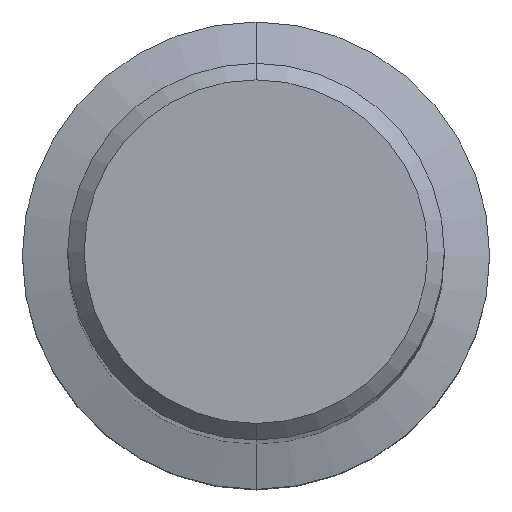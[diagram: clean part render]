
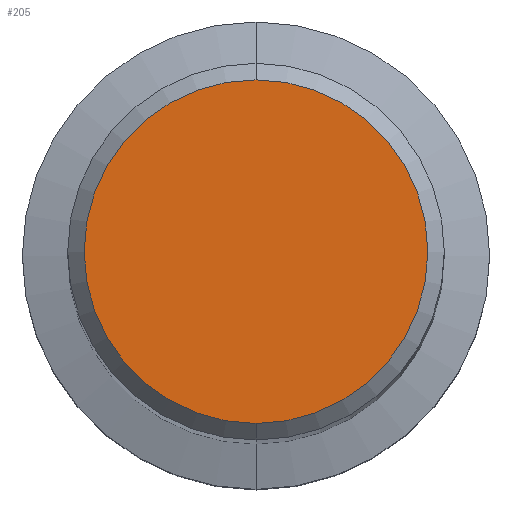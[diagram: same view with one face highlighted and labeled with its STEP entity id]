
A CAD part, top view. The second image highlights one B-rep face of the part: STEP entity #205.
In plain terms, the highlighted planar face has unit normal (0, 0, 1).
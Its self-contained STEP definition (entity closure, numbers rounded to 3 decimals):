
#205=ADVANCED_FACE('',(#560),#561,.T.);
#231=VERTEX_POINT('',#589);
#265=EDGE_CURVE('',#231,#393,#628,.T.);
#393=VERTEX_POINT('',#773);
#513=EDGE_CURVE('',#393,#231,#902,.T.);
#560=FACE_OUTER_BOUND('',#944,.T.);
#561=PLANE('',#945);
#589=CARTESIAN_POINT('',(0.0,6.25,0.0));
#628=CIRCLE('',#1075,6.25);
#773=CARTESIAN_POINT('',(0.,-6.25,0.0));
#902=CIRCLE('',#1636,6.25);
#944=EDGE_LOOP('',(#1708,#1709));
#945=AXIS2_PLACEMENT_3D('',#1710,#1711,#1712);
#1075=AXIS2_PLACEMENT_3D('',#1772,#1773,#1774);
#1636=AXIS2_PLACEMENT_3D('',#2103,#2104,#2105);
#1708=ORIENTED_EDGE('',*,*,#265,.F.);
#1709=ORIENTED_EDGE('',*,*,#513,.F.);
#1710=CARTESIAN_POINT('',(0.0,3.125,0.0));
#1711=DIRECTION('',(-0.0,0.0,1.0));
#1712=DIRECTION('',(0.0,-1.0,0.0));
#1772=CARTESIAN_POINT('',(0.0,0.0,0.0));
#1773=DIRECTION('',(0.0,0.0,-1.0));
#1774=DIRECTION('',(0.0,1.0,0.0));
#2103=CARTESIAN_POINT('',(0.0,0.0,0.0));
#2104=DIRECTION('',(0.0,0.0,-1.0));
#2105=DIRECTION('',(0.0,1.0,0.0));
